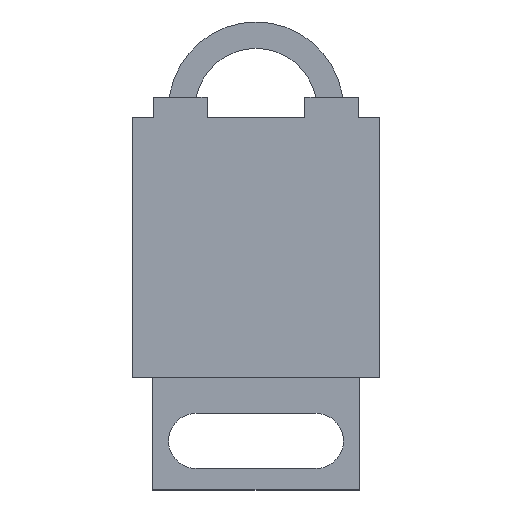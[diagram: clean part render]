
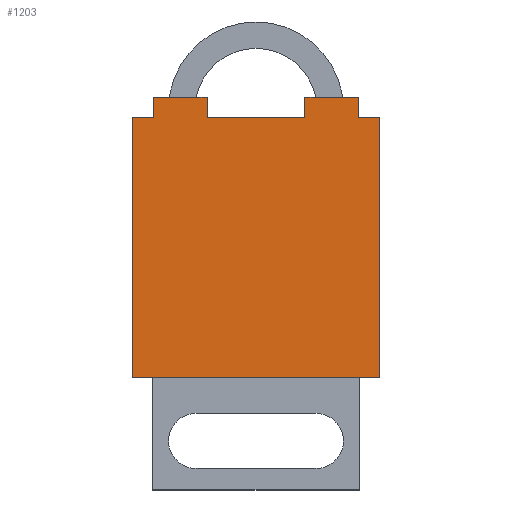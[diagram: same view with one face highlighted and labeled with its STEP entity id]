
A CAD part, top view. The second image highlights one B-rep face of the part: STEP entity #1203.
In plain terms, the highlighted planar face has unit normal (0, 0, 1).
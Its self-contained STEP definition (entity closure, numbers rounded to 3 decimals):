
#779=CARTESIAN_POINT('',(157.988,18.796,15.24));
#780=VERTEX_POINT('',#779);
#781=CARTESIAN_POINT('',(157.988,-11.684,15.24));
#782=VERTEX_POINT('',#781);
#783=CARTESIAN_POINT('',(157.988,18.796,15.24));
#784=DIRECTION('',(0.0,-1.0,0.0));
#785=VECTOR('',#784,30.48);
#786=LINE('',#783,#785);
#787=EDGE_CURVE('',#780,#782,#786,.T.);
#819=CARTESIAN_POINT('',(191.008,-11.684,15.24));
#820=VERTEX_POINT('',#819);
#821=CARTESIAN_POINT('',(157.988,-11.684,15.24));
#822=DIRECTION('',(1.0,0.0,0.0));
#823=VECTOR('',#822,33.02);
#824=LINE('',#821,#823);
#825=EDGE_CURVE('',#782,#820,#824,.T.);
#850=CARTESIAN_POINT('',(191.008,-413.004,15.24));
#851=VERTEX_POINT('',#850);
#852=CARTESIAN_POINT('',(191.008,-11.684,15.24));
#853=DIRECTION('',(0.0,-1.0,0.0));
#854=VECTOR('',#853,401.32);
#855=LINE('',#852,#854);
#856=EDGE_CURVE('',#820,#851,#855,.T.);
#881=CARTESIAN_POINT('',(-191.008,-413.004,15.24));
#882=VERTEX_POINT('',#881);
#883=CARTESIAN_POINT('',(191.008,-413.004,15.24));
#884=DIRECTION('',(-1.0,0.0,0.0));
#885=VECTOR('',#884,382.016);
#886=LINE('',#883,#885);
#887=EDGE_CURVE('',#851,#882,#886,.T.);
#918=CARTESIAN_POINT('',(-191.008,-11.684,15.24));
#919=VERTEX_POINT('',#918);
#920=CARTESIAN_POINT('',(-191.008,-413.004,15.24));
#921=DIRECTION('',(0.0,1.0,0.0));
#922=VECTOR('',#921,401.32);
#923=LINE('',#920,#922);
#924=EDGE_CURVE('',#882,#919,#923,.T.);
#949=CARTESIAN_POINT('',(-157.988,-11.684,15.24));
#950=VERTEX_POINT('',#949);
#951=CARTESIAN_POINT('',(-191.008,-11.684,15.24));
#952=DIRECTION('',(1.0,0.0,0.0));
#953=VECTOR('',#952,33.02);
#954=LINE('',#951,#953);
#955=EDGE_CURVE('',#919,#950,#954,.T.);
#980=CARTESIAN_POINT('',(-157.988,18.796,15.24));
#981=VERTEX_POINT('',#980);
#982=CARTESIAN_POINT('',(-157.988,-11.684,15.24));
#983=DIRECTION('',(0.0,1.0,0.0));
#984=VECTOR('',#983,30.48);
#985=LINE('',#982,#984);
#986=EDGE_CURVE('',#950,#981,#985,.T.);
#1011=CARTESIAN_POINT('',(-75.438,18.796,15.24));
#1012=VERTEX_POINT('',#1011);
#1013=CARTESIAN_POINT('',(-157.988,18.796,15.24));
#1014=DIRECTION('',(1.0,0.0,0.0));
#1015=VECTOR('',#1014,82.55);
#1016=LINE('',#1013,#1015);
#1017=EDGE_CURVE('',#981,#1012,#1016,.T.);
#1048=CARTESIAN_POINT('',(-75.438,-11.684,15.24));
#1049=VERTEX_POINT('',#1048);
#1050=CARTESIAN_POINT('',(-75.438,18.796,15.24));
#1051=DIRECTION('',(0.0,-1.0,0.0));
#1052=VECTOR('',#1051,30.48);
#1053=LINE('',#1050,#1052);
#1054=EDGE_CURVE('',#1012,#1049,#1053,.T.);
#1079=CARTESIAN_POINT('',(75.438,-11.684,15.24));
#1080=VERTEX_POINT('',#1079);
#1081=CARTESIAN_POINT('',(-75.438,-11.684,15.24));
#1082=DIRECTION('',(1.0,0.0,0.0));
#1083=VECTOR('',#1082,150.876);
#1084=LINE('',#1081,#1083);
#1085=EDGE_CURVE('',#1049,#1080,#1084,.T.);
#1110=CARTESIAN_POINT('',(75.438,18.796,15.24));
#1111=VERTEX_POINT('',#1110);
#1112=CARTESIAN_POINT('',(75.438,-11.684,15.24));
#1113=DIRECTION('',(0.0,1.0,0.0));
#1114=VECTOR('',#1113,30.48);
#1115=LINE('',#1112,#1114);
#1116=EDGE_CURVE('',#1080,#1111,#1115,.T.);
#1141=CARTESIAN_POINT('',(75.438,18.796,15.24));
#1142=DIRECTION('',(1.0,0.0,0.0));
#1143=VECTOR('',#1142,82.55);
#1144=LINE('',#1141,#1143);
#1145=EDGE_CURVE('',#1111,#780,#1144,.T.);
#1184=CARTESIAN_POINT('',(157.988,18.796,15.24));
#1185=DIRECTION('',(0.0,0.0,1.0));
#1186=DIRECTION('',(1.0,0.0,0.0));
#1187=AXIS2_PLACEMENT_3D('',#1184,#1185,#1186);
#1188=PLANE('',#1187);
#1189=ORIENTED_EDGE('',*,*,#787,.F.);
#1190=ORIENTED_EDGE('',*,*,#1145,.F.);
#1191=ORIENTED_EDGE('',*,*,#1116,.F.);
#1192=ORIENTED_EDGE('',*,*,#1085,.F.);
#1193=ORIENTED_EDGE('',*,*,#1054,.F.);
#1194=ORIENTED_EDGE('',*,*,#1017,.F.);
#1195=ORIENTED_EDGE('',*,*,#986,.F.);
#1196=ORIENTED_EDGE('',*,*,#955,.F.);
#1197=ORIENTED_EDGE('',*,*,#924,.F.);
#1198=ORIENTED_EDGE('',*,*,#887,.F.);
#1199=ORIENTED_EDGE('',*,*,#856,.F.);
#1200=ORIENTED_EDGE('',*,*,#825,.F.);
#1201=EDGE_LOOP('',(#1189,#1190,#1191,#1192,#1193,#1194,#1195,#1196,#1197,#1198,#1199,#1200));
#1202=FACE_OUTER_BOUND('',#1201,.T.);
#1203=ADVANCED_FACE('',(#1202),#1188,.T.);
